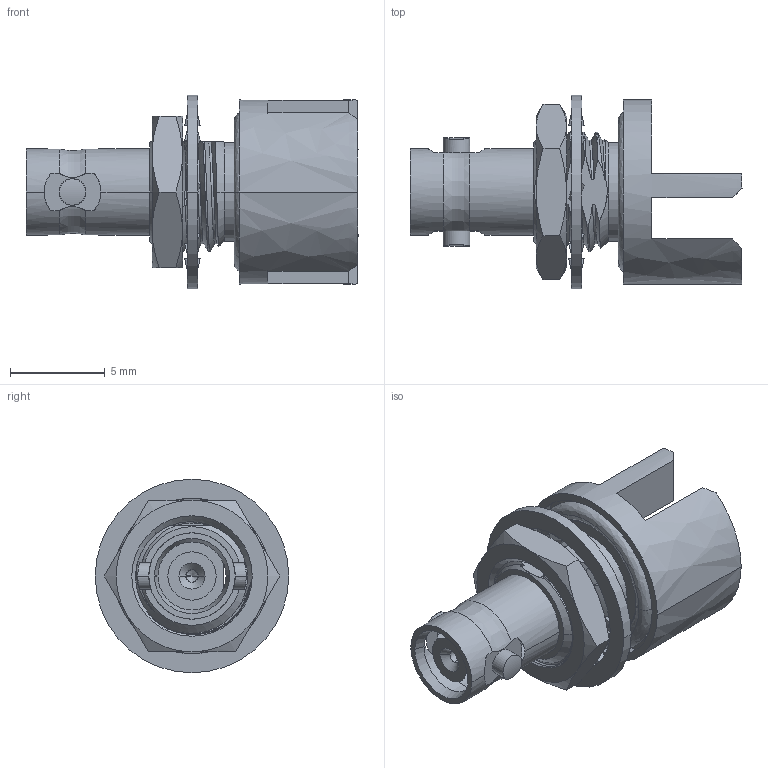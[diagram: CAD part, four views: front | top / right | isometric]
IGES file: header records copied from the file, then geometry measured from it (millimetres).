
Start section:  PTC IGES file: 034-5013.igs
Global section: file name: 034-5013.igs; native system: Pro/ENGINEER by Parametric Technology Corporation; preprocessor: 2010280; author: M.GOPI; organization: Unknown; date: 20120618.110930; units: millimetre
Bounding box: 17.5 x 10.2 x 10.2 mm (x, y, z)
Surface area: 839.9 mm2 (no closed solid volume)
Topology: 0 solids, 0 shells, 144 faces, 707 edges, 705 vertices
Faces by surface type: bspline 75, revolution 69
